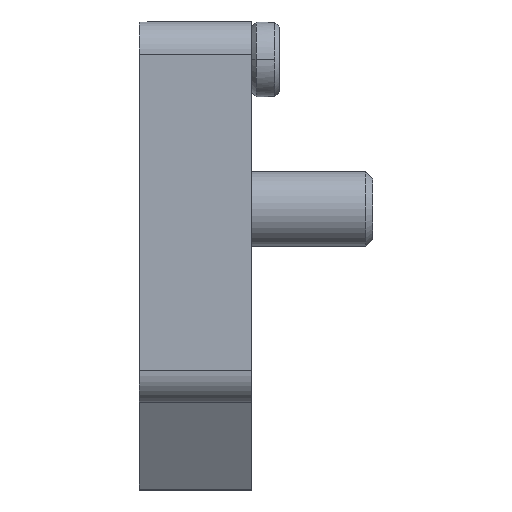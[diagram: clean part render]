
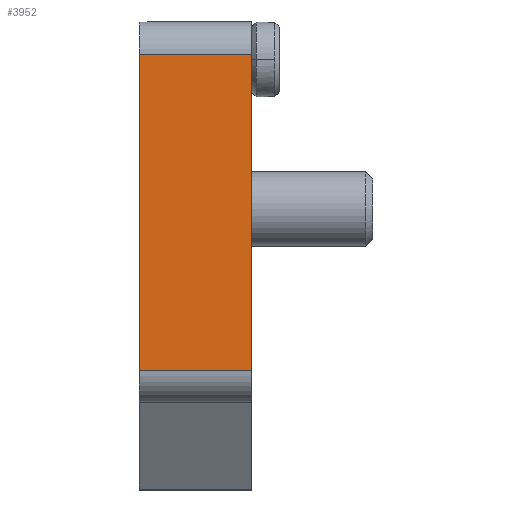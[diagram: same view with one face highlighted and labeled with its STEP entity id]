
A CAD part, left-side view. The second image highlights one B-rep face of the part: STEP entity #3952.
In plain terms, the highlighted planar face has unit normal (-1, 0, 0).
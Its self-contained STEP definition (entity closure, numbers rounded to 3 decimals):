
#29 = CARTESIAN_POINT ( 'NONE',  ( -20., -6., -32.5 ) ) ;
#255 = PLANE ( 'NONE',  #1958 ) ;
#331 = VECTOR ( 'NONE', #1143, 1000. ) ;
#411 = EDGE_CURVE ( 'NONE', #2195, #1517, #3726, .T. ) ;
#426 = CARTESIAN_POINT ( 'NONE',  ( -20., 6.6, -17.27 ) ) ;
#653 = ORIENTED_EDGE ( 'NONE', *, *, #2575, .T. ) ;
#851 = CARTESIAN_POINT ( 'NONE',  ( -20., -6.6, 16.5 ) ) ;
#1143 = DIRECTION ( 'NONE',  ( 0., 0., -1. ) ) ;
#1406 = EDGE_CURVE ( 'NONE', #2788, #1517, #3526, .T. ) ;
#1517 = VERTEX_POINT ( 'NONE', #2707 ) ;
#1739 = CARTESIAN_POINT ( 'NONE',  ( -20., 6., -18.959 ) ) ;
#1774 = CARTESIAN_POINT ( 'NONE',  ( -20., 6., 16.5 ) ) ;
#1938 = DIRECTION ( 'NONE',  ( 0., 0., 1. ) ) ;
#1958 = AXIS2_PLACEMENT_3D ( 'NONE', #2395, #4170, #3214 ) ;
#2092 = DIRECTION ( 'NONE',  ( 0., -1., 0. ) ) ;
#2129 = LINE ( 'NONE', #1739, #331 ) ;
#2195 = VERTEX_POINT ( 'NONE', #1774 ) ;
#2319 = EDGE_CURVE ( 'NONE', #3893, #2788, #2625, .T. ) ;
#2395 = CARTESIAN_POINT ( 'NONE',  ( -20., 6.6, -18.959 ) ) ;
#2575 = EDGE_CURVE ( 'NONE', #2195, #3893, #2129, .T. ) ;
#2625 = LINE ( 'NONE', #426, #3945 ) ;
#2707 = CARTESIAN_POINT ( 'NONE',  ( -20., -6., 16.5 ) ) ;
#2788 = VERTEX_POINT ( 'NONE', #2874 ) ;
#2874 = CARTESIAN_POINT ( 'NONE',  ( -20., -6., -17.27 ) ) ;
#2984 = CARTESIAN_POINT ( 'NONE',  ( -20., 6., -17.27 ) ) ;
#3031 = DIRECTION ( 'NONE',  ( 0., -1., 0. ) ) ;
#3039 = EDGE_LOOP ( 'NONE', ( #3375, #3859, #653, #3258 ) ) ;
#3126 = FACE_OUTER_BOUND ( 'NONE', #3039, .T. ) ;
#3214 = DIRECTION ( 'NONE',  ( 0., -1., 0. ) ) ;
#3258 = ORIENTED_EDGE ( 'NONE', *, *, #2319, .T. ) ;
#3320 = VECTOR ( 'NONE', #2092, 1000. ) ;
#3375 = ORIENTED_EDGE ( 'NONE', *, *, #1406, .T. ) ;
#3526 = LINE ( 'NONE', #29, #4142 ) ;
#3726 = LINE ( 'NONE', #851, #3320 ) ;
#3859 = ORIENTED_EDGE ( 'NONE', *, *, #411, .F. ) ;
#3893 = VERTEX_POINT ( 'NONE', #2984 ) ;
#3945 = VECTOR ( 'NONE', #3031, 1000. ) ;
#3952 = ADVANCED_FACE ( 'NONE', ( #3126 ), #255, .T. ) ;
#4142 = VECTOR ( 'NONE', #1938, 1000. ) ;
#4170 = DIRECTION ( 'NONE',  ( -1., 0., 0. ) ) ;
